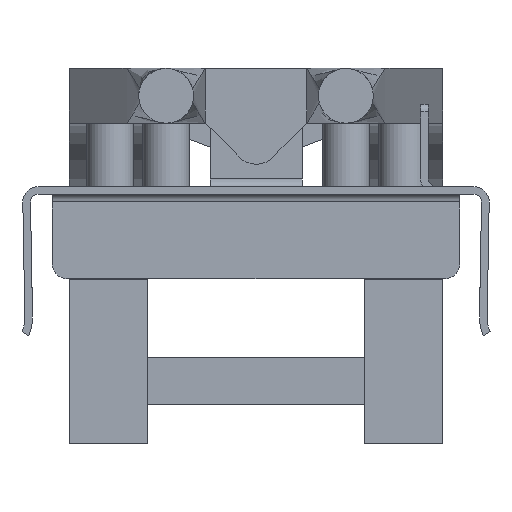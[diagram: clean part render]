
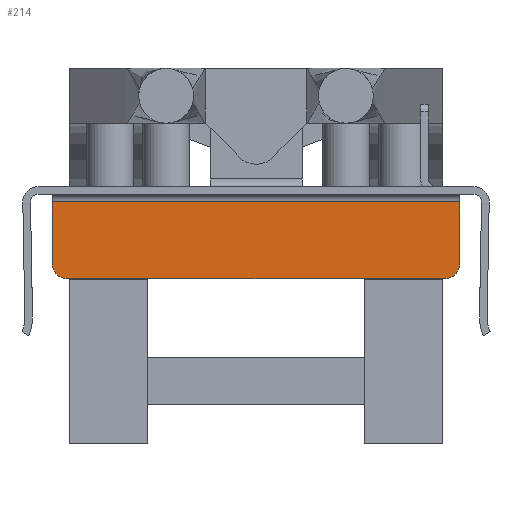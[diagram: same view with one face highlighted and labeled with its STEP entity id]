
A CAD part, left-side view. The second image highlights one B-rep face of the part: STEP entity #214.
In plain terms, the highlighted planar face has unit normal (-1, 0, 0).
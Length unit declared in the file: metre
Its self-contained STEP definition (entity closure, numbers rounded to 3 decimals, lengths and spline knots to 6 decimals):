
#214 = ADVANCED_FACE( '', ( #598 ), #599, .T. );
#598 = FACE_OUTER_BOUND( '', #1223, .T. );
#599 = PLANE( '', #1224 );
#1223 = EDGE_LOOP( '', ( #2687, #2688, #2689, #2690, #2691, #2692 ) );
#1224 = AXIS2_PLACEMENT_3D( '', #2693, #2694, #2695 );
#2687 = ORIENTED_EDGE( '', *, *, #3279, .T. );
#2688 = ORIENTED_EDGE( '', *, *, #3218, .F. );
#2689 = ORIENTED_EDGE( '', *, *, #3280, .F. );
#2690 = ORIENTED_EDGE( '', *, *, #3159, .T. );
#2691 = ORIENTED_EDGE( '', *, *, #3124, .T. );
#2692 = ORIENTED_EDGE( '', *, *, #2784, .F. );
#2693 = CARTESIAN_POINT( '', ( 0.198725, -0.00373, 0.01312 ) );
#2694 = DIRECTION( '', ( -1., 0., 0. ) );
#2695 = DIRECTION( '', ( 0., 0., 1. ) );
#2784 = EDGE_CURVE( '', #3303, #3306, #3307, .T. );
#3124 = EDGE_CURVE( '', #3907, #3306, #3908, .T. );
#3159 = EDGE_CURVE( '', #3963, #3907, #3964, .T. );
#3218 = EDGE_CURVE( '', #4046, #4048, #4049, .T. );
#3279 = EDGE_CURVE( '', #3303, #4048, #4124, .T. );
#3280 = EDGE_CURVE( '', #3963, #4046, #4125, .T. );
#3303 = VERTEX_POINT( '', #4156 );
#3306 = VERTEX_POINT( '', #4160 );
#3307 = LINE( '', #4161, #4162 );
#3907 = VERTEX_POINT( '', #5070 );
#3908 = CIRCLE( '', #5071, 0.0005 );
#3963 = VERTEX_POINT( '', #5150 );
#3964 = LINE( '', #5151, #5152 );
#4046 = VERTEX_POINT( '', #5279 );
#4048 = VERTEX_POINT( '', #5281 );
#4049 = LINE( '', #5282, #5283 );
#4124 = CIRCLE( '', #5394, 0.0005 );
#4125 = LINE( '', #5395, #5396 );
#4156 = CARTESIAN_POINT( '', ( 0.198725, -0.03073, 0.01012 ) );
#4160 = CARTESIAN_POINT( '', ( 0.198725, -0.01848, 0.01012 ) );
#4161 = CARTESIAN_POINT( '', ( 0.198725, -0.03073, 0.01012 ) );
#4162 = VECTOR( '', #5417, 1. );
#5070 = CARTESIAN_POINT( '', ( 0.198725, -0.01798, 0.01062 ) );
#5071 = AXIS2_PLACEMENT_3D( '', #5883, #5884, #5885 );
#5150 = CARTESIAN_POINT( '', ( 0.198725, -0.01798, 0.01262 ) );
#5151 = CARTESIAN_POINT( '', ( 0.198725, -0.01798, 0.01262 ) );
#5152 = VECTOR( '', #5940, 1. );
#5279 = CARTESIAN_POINT( '', ( 0.198725, -0.03123, 0.01262 ) );
#5281 = CARTESIAN_POINT( '', ( 0.198725, -0.03123, 0.01062 ) );
#5282 = CARTESIAN_POINT( '', ( 0.198725, -0.03123, 0.01262 ) );
#5283 = VECTOR( '', #6025, 1. );
#5394 = AXIS2_PLACEMENT_3D( '', #6134, #6135, #6136 );
#5395 = CARTESIAN_POINT( '', ( 0.198725, -0.01798, 0.01262 ) );
#5396 = VECTOR( '', #6137, 1. );
#5417 = DIRECTION( '', ( 0., 1., 0. ) );
#5883 = CARTESIAN_POINT( '', ( 0.198725, -0.01848, 0.01062 ) );
#5884 = DIRECTION( '', ( -1., 0., 0. ) );
#5885 = DIRECTION( '', ( 0., 1., 0. ) );
#5940 = DIRECTION( '', ( 0., 0., -1. ) );
#6025 = DIRECTION( '', ( 0., 0., -1. ) );
#6134 = CARTESIAN_POINT( '', ( 0.198725, -0.03073, 0.01062 ) );
#6135 = DIRECTION( '', ( -1., 0., 0. ) );
#6136 = DIRECTION( '', ( 0., 0., -1. ) );
#6137 = DIRECTION( '', ( 0., -1., 0. ) );
